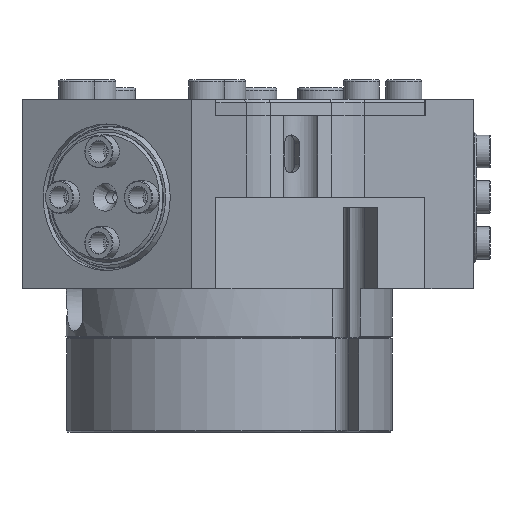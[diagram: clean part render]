
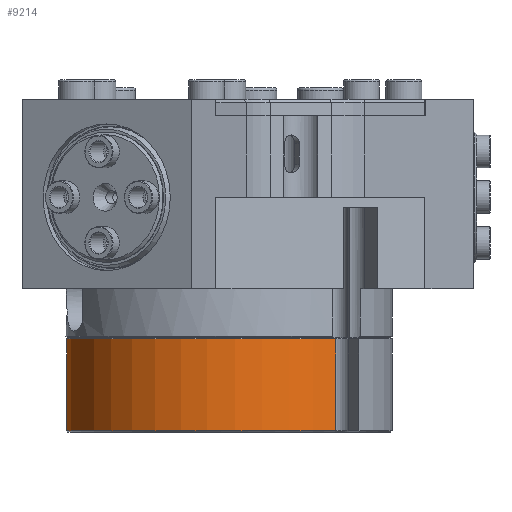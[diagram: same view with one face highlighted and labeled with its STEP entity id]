
A CAD part, front view. The second image highlights one B-rep face of the part: STEP entity #9214.
In plain terms, the highlighted cylindrical face has radius 25 mm (diameter 50 mm), a partial arc.
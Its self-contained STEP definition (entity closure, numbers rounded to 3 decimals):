
#424=B_SPLINE_CURVE_WITH_KNOTS('',3,(#16094,#16095,#16096,#16097,#16098,
#16099,#16100,#16101,#16102,#16103,#16104,#16105,#16106,#16107,#16108,#16109,
#16110,#16111),.UNSPECIFIED.,.F.,.F.,(4,2,2,2,2,2,2,2,4),(0.,0.075,
0.151,0.231,0.311,0.389,
0.468,0.543,0.618),.UNSPECIFIED.);
#425=B_SPLINE_CURVE_WITH_KNOTS('',3,(#16112,#16113,#16114,#16115,#16116,
#16117,#16118,#16119,#16120,#16121,#16122,#16123,#16124,#16125,#16126,#16127,
#16128,#16129),.UNSPECIFIED.,.F.,.F.,(4,2,2,2,2,2,2,2,4),(0.618,
0.693,0.768,0.846,0.925,
1.005,1.085,1.16,1.236),
 .UNSPECIFIED.);
#629=FACE_BOUND('',#2034,.T.);
#1037=CYLINDRICAL_SURFACE('',#10101,25.);
#1430=FACE_OUTER_BOUND('',#2033,.T.);
#2033=EDGE_LOOP('',(#7845,#7846,#7847,#7848));
#2034=EDGE_LOOP('',(#7849,#7850));
#2770=LINE('',#16183,#3432);
#2771=LINE('',#16186,#3433);
#3432=VECTOR('',#11968,10.);
#3433=VECTOR('',#11971,10.);
#3883=CIRCLE('',#10088,25.);
#3889=CIRCLE('',#10102,25.);
#4648=VERTEX_POINT('',#16092);
#4649=VERTEX_POINT('',#16093);
#4653=VERTEX_POINT('',#16144);
#4654=VERTEX_POINT('',#16149);
#4661=VERTEX_POINT('',#16182);
#4662=VERTEX_POINT('',#16184);
#5751=EDGE_CURVE('',#4648,#4649,#424,.T.);
#5752=EDGE_CURVE('',#4649,#4648,#425,.T.);
#5762=EDGE_CURVE('',#4653,#4654,#3883,.T.);
#5777=EDGE_CURVE('',#4653,#4661,#2770,.T.);
#5778=EDGE_CURVE('',#4662,#4661,#3889,.T.);
#5779=EDGE_CURVE('',#4662,#4654,#2771,.T.);
#7845=ORIENTED_EDGE('',*,*,#5762,.F.);
#7846=ORIENTED_EDGE('',*,*,#5777,.T.);
#7847=ORIENTED_EDGE('',*,*,#5778,.F.);
#7848=ORIENTED_EDGE('',*,*,#5779,.T.);
#7849=ORIENTED_EDGE('',*,*,#5751,.T.);
#7850=ORIENTED_EDGE('',*,*,#5752,.T.);
#9214=ADVANCED_FACE('',(#1430,#629),#1037,.T.);
#10088=AXIS2_PLACEMENT_3D('',#16150,#11932,#11933);
#10101=AXIS2_PLACEMENT_3D('',#16181,#11966,#11967);
#10102=AXIS2_PLACEMENT_3D('',#16185,#11969,#11970);
#11932=DIRECTION('center_axis',(0.,0.,-1.));
#11933=DIRECTION('ref_axis',(-1.,0.,0.));
#11966=DIRECTION('center_axis',(0.,0.,1.));
#11967=DIRECTION('ref_axis',(-1.,0.,0.));
#11968=DIRECTION('',(0.,0.,1.));
#11969=DIRECTION('center_axis',(0.,0.,1.));
#11970=DIRECTION('ref_axis',(-1.,0.,0.));
#11971=DIRECTION('',(0.,0.,-1.));
#16092=CARTESIAN_POINT('',(-23.125,9.5,5.5));
#16093=CARTESIAN_POINT('',(-24.387,5.5,5.5));
#16094=CARTESIAN_POINT('Ctrl Pts',(-23.125,9.5,5.5));
#16095=CARTESIAN_POINT('Ctrl Pts',(-23.125,9.5,5.751));
#16096=CARTESIAN_POINT('Ctrl Pts',(-23.145,9.45,6.017));
#16097=CARTESIAN_POINT('Ctrl Pts',(-23.226,9.25,6.503));
#16098=CARTESIAN_POINT('Ctrl Pts',(-23.286,9.1,6.724));
#16099=CARTESIAN_POINT('Ctrl Pts',(-23.419,8.751,7.082));
#16100=CARTESIAN_POINT('Ctrl Pts',(-23.504,8.523,7.239));
#16101=CARTESIAN_POINT('Ctrl Pts',(-23.678,8.025,7.449));
#16102=CARTESIAN_POINT('Ctrl Pts',(-23.768,7.755,7.5));
#16103=CARTESIAN_POINT('Ctrl Pts',(-23.927,7.251,7.5));
#16104=CARTESIAN_POINT('Ctrl Pts',(-24.006,6.982,7.45));
#16105=CARTESIAN_POINT('Ctrl Pts',(-24.145,6.486,7.245));
#16106=CARTESIAN_POINT('Ctrl Pts',(-24.205,6.257,7.088));
#16107=CARTESIAN_POINT('Ctrl Pts',(-24.294,5.903,6.729));
#16108=CARTESIAN_POINT('Ctrl Pts',(-24.33,5.752,6.506));
#16109=CARTESIAN_POINT('Ctrl Pts',(-24.376,5.55,6.017));
#16110=CARTESIAN_POINT('Ctrl Pts',(-24.387,5.5,5.75));
#16111=CARTESIAN_POINT('Ctrl Pts',(-24.387,5.5,5.5));
#16112=CARTESIAN_POINT('Ctrl Pts',(-24.387,5.5,5.5));
#16113=CARTESIAN_POINT('Ctrl Pts',(-24.387,5.5,5.25));
#16114=CARTESIAN_POINT('Ctrl Pts',(-24.376,5.55,4.983));
#16115=CARTESIAN_POINT('Ctrl Pts',(-24.33,5.752,4.494));
#16116=CARTESIAN_POINT('Ctrl Pts',(-24.294,5.903,4.271));
#16117=CARTESIAN_POINT('Ctrl Pts',(-24.205,6.257,3.912));
#16118=CARTESIAN_POINT('Ctrl Pts',(-24.145,6.486,3.755));
#16119=CARTESIAN_POINT('Ctrl Pts',(-24.006,6.982,3.55));
#16120=CARTESIAN_POINT('Ctrl Pts',(-23.927,7.251,3.5));
#16121=CARTESIAN_POINT('Ctrl Pts',(-23.768,7.755,3.5));
#16122=CARTESIAN_POINT('Ctrl Pts',(-23.678,8.025,3.551));
#16123=CARTESIAN_POINT('Ctrl Pts',(-23.504,8.523,3.761));
#16124=CARTESIAN_POINT('Ctrl Pts',(-23.419,8.751,3.918));
#16125=CARTESIAN_POINT('Ctrl Pts',(-23.286,9.1,4.276));
#16126=CARTESIAN_POINT('Ctrl Pts',(-23.226,9.25,4.497));
#16127=CARTESIAN_POINT('Ctrl Pts',(-23.145,9.45,4.983));
#16128=CARTESIAN_POINT('Ctrl Pts',(-23.125,9.5,5.249));
#16129=CARTESIAN_POINT('Ctrl Pts',(-23.125,9.5,5.5));
#16144=CARTESIAN_POINT('',(16.342,-18.919,0.2));
#16149=CARTESIAN_POINT('',(16.342,18.919,0.2));
#16150=CARTESIAN_POINT('Origin',(0.,0.,0.2));
#16181=CARTESIAN_POINT('Origin',(0.,0.,0.));
#16182=CARTESIAN_POINT('',(16.342,-18.919,14.3));
#16183=CARTESIAN_POINT('',(16.342,-18.919,0.));
#16184=CARTESIAN_POINT('',(16.342,18.919,14.3));
#16185=CARTESIAN_POINT('Origin',(0.,0.,14.3));
#16186=CARTESIAN_POINT('',(16.342,18.919,0.));
